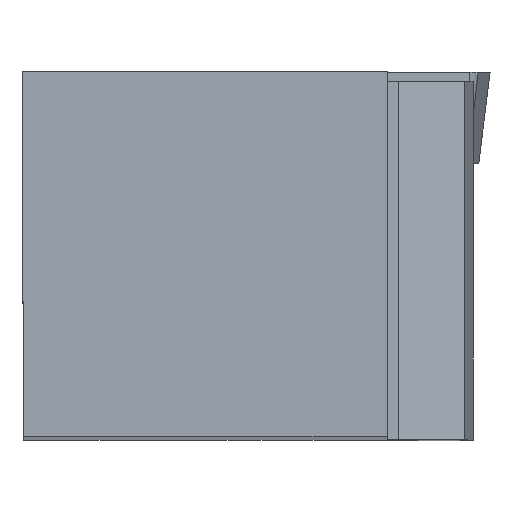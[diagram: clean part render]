
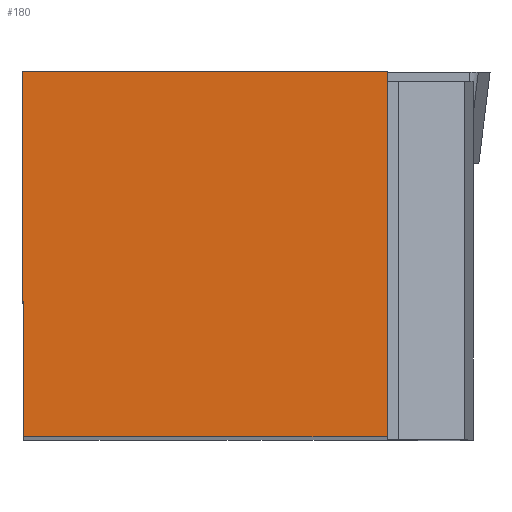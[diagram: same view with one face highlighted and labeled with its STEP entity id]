
A CAD part, top view. The second image highlights one B-rep face of the part: STEP entity #180.
In plain terms, the highlighted planar face has unit normal (0, 0, 1).
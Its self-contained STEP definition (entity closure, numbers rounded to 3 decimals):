
#138=FACE_OUTER_BOUND('',#427,.T.);
#180=ADVANCED_FACE('BLANK_BOXF006',(#138),#211,.F.);
#211=PLANE('',#994);
#238=LINE('',#1401,#310);
#255=LINE('',#1439,#327);
#265=LINE('',#1468,#337);
#269=LINE('',#1475,#341);
#310=VECTOR('',#1095,1.);
#327=VECTOR('',#1120,1.);
#337=VECTOR('',#1144,1.);
#341=VECTOR('',#1150,1.);
#427=EDGE_LOOP('',(#617,#618,#619,#620));
#617=ORIENTED_EDGE('',*,*,#797,.T.);
#618=ORIENTED_EDGE('',*,*,#793,.T.);
#619=ORIENTED_EDGE('',*,*,#759,.T.);
#620=ORIENTED_EDGE('',*,*,#778,.T.);
#677=VERTEX_POINT('',#1400);
#678=VERTEX_POINT('',#1402);
#694=VERTEX_POINT('',#1438);
#707=VERTEX_POINT('',#1469);
#759=EDGE_CURVE('',#678,#677,#238,.T.);
#778=EDGE_CURVE('',#677,#694,#255,.T.);
#793=EDGE_CURVE('',#707,#678,#265,.T.);
#797=EDGE_CURVE('',#694,#707,#269,.T.);
#994=AXIS2_PLACEMENT_3D('',#1549,#1220,#1221);
#1095=DIRECTION('',(0.004,-1.,0.));
#1120=DIRECTION('',(1.,0.,0.));
#1144=DIRECTION('',(-1.,0.,0.));
#1150=DIRECTION('',(0.,1.,0.));
#1220=DIRECTION('',(0.,0.,-1.));
#1221=DIRECTION('',(1.,0.,0.));
#1400=CARTESIAN_POINT('',(0.069,0.,0.));
#1401=CARTESIAN_POINT('',(-0.421,112.349,0.));
#1402=CARTESIAN_POINT('',(0.,15.875,0.));
#1438=CARTESIAN_POINT('',(15.875,0.,0.));
#1439=CARTESIAN_POINT('',(-112.35,0.,0.));
#1468=CARTESIAN_POINT('',(112.35,15.875,0.));
#1469=CARTESIAN_POINT('',(15.875,15.875,0.));
#1475=CARTESIAN_POINT('',(15.875,-112.35,0.));
#1549=CARTESIAN_POINT('',(31.35,-5.,0.));
